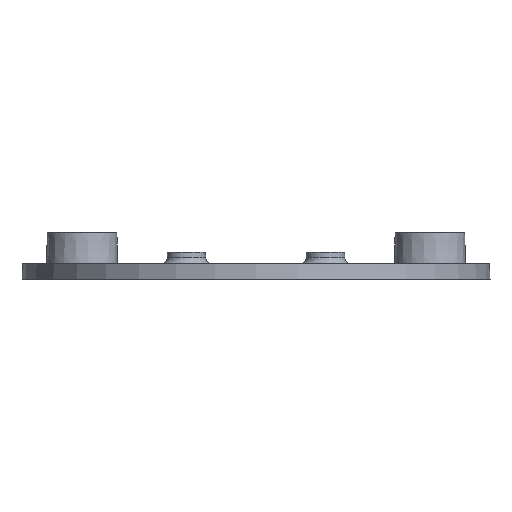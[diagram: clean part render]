
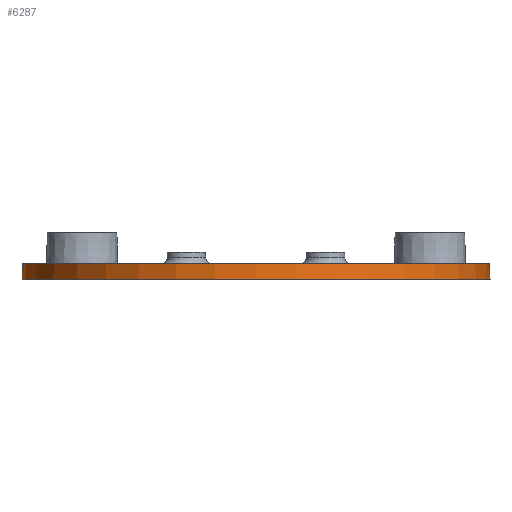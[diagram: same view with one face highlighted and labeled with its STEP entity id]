
A CAD part, front view. The second image highlights one B-rep face of the part: STEP entity #6287.
In plain terms, the highlighted conical face has half-angle 2 degrees and reference radius 30.141 mm.
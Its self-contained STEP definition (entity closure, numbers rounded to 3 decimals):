
#174 = CIRCLE ( 'NONE', #4033, 30.141 ) ;
#198 = EDGE_CURVE ( 'NONE', #5487, #1697, #2015, .T. ) ;
#447 = VERTEX_POINT ( 'NONE', #3131 ) ;
#683 = DIRECTION ( 'NONE',  ( -1., 0., 0. ) ) ;
#1247 = CARTESIAN_POINT ( 'NONE',  ( 30.141, 0., 2.032 ) ) ;
#1287 = CIRCLE ( 'NONE', #3833, 30.212 ) ;
#1356 = ORIENTED_EDGE ( 'NONE', *, *, #3293, .F. ) ;
#1697 = VERTEX_POINT ( 'NONE', #2953 ) ;
#1749 = ORIENTED_EDGE ( 'NONE', *, *, #2867, .T. ) ;
#1861 = DIRECTION ( 'NONE',  ( 0., 0., 1. ) ) ;
#2015 = LINE ( 'NONE', #1247, #5837 ) ;
#2299 = AXIS2_PLACEMENT_3D ( 'NONE', #4194, #3726, #683 ) ;
#2353 = CONICAL_SURFACE ( 'NONE', #2299, 30.141, 0.035 ) ;
#2434 = VECTOR ( 'NONE', #3920, 1000. ) ;
#2569 = VERTEX_POINT ( 'NONE', #3526 ) ;
#2641 = DIRECTION ( 'NONE',  ( 0., 0., 1. ) ) ;
#2776 = ORIENTED_EDGE ( 'NONE', *, *, #198, .F. ) ;
#2867 = EDGE_CURVE ( 'NONE', #447, #1697, #1287, .T. ) ;
#2953 = CARTESIAN_POINT ( 'NONE',  ( 30.212, 0., 0. ) ) ;
#3082 = CARTESIAN_POINT ( 'NONE',  ( 30.141, 0., 2.032 ) ) ;
#3131 = CARTESIAN_POINT ( 'NONE',  ( -30.212, 0., 0. ) ) ;
#3293 = EDGE_CURVE ( 'NONE', #2569, #5487, #174, .T. ) ;
#3526 = CARTESIAN_POINT ( 'NONE',  ( -30.141, 0., 2.032 ) ) ;
#3726 = DIRECTION ( 'NONE',  ( 0., 0., -1. ) ) ;
#3750 = LINE ( 'NONE', #5904, #2434 ) ;
#3829 = FACE_OUTER_BOUND ( 'NONE', #5633, .T. ) ;
#3833 = AXIS2_PLACEMENT_3D ( 'NONE', #5605, #2641, #6126 ) ;
#3920 = DIRECTION ( 'NONE',  ( -0.035, 0., -0.999 ) ) ;
#4033 = AXIS2_PLACEMENT_3D ( 'NONE', #4856, #1861, #5354 ) ;
#4194 = CARTESIAN_POINT ( 'NONE',  ( 0., 0., 2.032 ) ) ;
#4755 = DIRECTION ( 'NONE',  ( 0.035, 0., -0.999 ) ) ;
#4856 = CARTESIAN_POINT ( 'NONE',  ( 0., 0., 2.032 ) ) ;
#4949 = ORIENTED_EDGE ( 'NONE', *, *, #6487, .T. ) ;
#5354 = DIRECTION ( 'NONE',  ( -1., 0., 0. ) ) ;
#5487 = VERTEX_POINT ( 'NONE', #3082 ) ;
#5605 = CARTESIAN_POINT ( 'NONE',  ( 0., 0., 0. ) ) ;
#5633 = EDGE_LOOP ( 'NONE', ( #2776, #1356, #4949, #1749 ) ) ;
#5837 = VECTOR ( 'NONE', #4755, 1000. ) ;
#5904 = CARTESIAN_POINT ( 'NONE',  ( -30.141, 0., 2.032 ) ) ;
#6126 = DIRECTION ( 'NONE',  ( 1., 0., 0. ) ) ;
#6287 = ADVANCED_FACE ( 'NONE', ( #3829 ), #2353, .T. ) ;
#6487 = EDGE_CURVE ( 'NONE', #2569, #447, #3750, .T. ) ;
